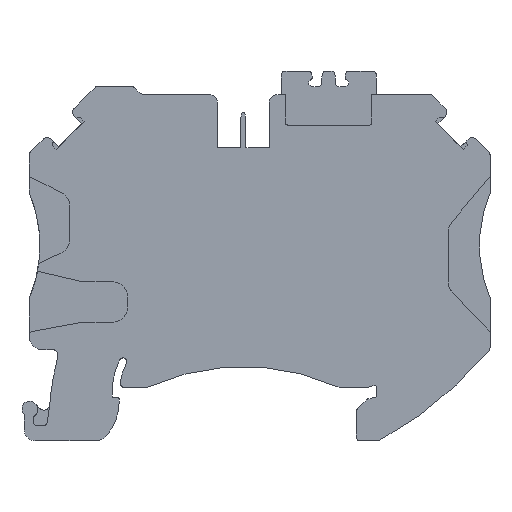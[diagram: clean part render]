
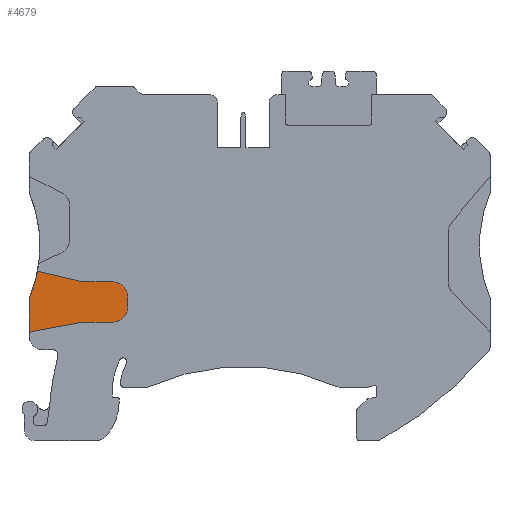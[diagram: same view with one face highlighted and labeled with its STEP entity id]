
A CAD part, front view. The second image highlights one B-rep face of the part: STEP entity #4679.
In plain terms, the highlighted planar face has unit normal (0, -1, 0).
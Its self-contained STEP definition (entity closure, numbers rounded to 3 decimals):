
#202=LINE('',#6453,#581);
#203=LINE('',#6456,#582);
#204=LINE('',#6460,#583);
#205=LINE('',#6464,#584);
#206=LINE('',#6466,#585);
#207=LINE('',#6470,#586);
#581=VECTOR('',#5390,1000.);
#582=VECTOR('',#5391,1000.);
#583=VECTOR('',#5394,1000.);
#584=VECTOR('',#5397,1000.);
#585=VECTOR('',#5398,1000.);
#586=VECTOR('',#5401,1000.);
#1015=ORIENTED_EDGE('',*,*,#2026,.F.);
#1016=ORIENTED_EDGE('',*,*,#2027,.T.);
#1017=ORIENTED_EDGE('',*,*,#2028,.T.);
#1018=ORIENTED_EDGE('',*,*,#2029,.T.);
#1019=ORIENTED_EDGE('',*,*,#2030,.T.);
#1020=ORIENTED_EDGE('',*,*,#2031,.T.);
#1021=ORIENTED_EDGE('',*,*,#2032,.F.);
#1022=ORIENTED_EDGE('',*,*,#2033,.T.);
#1023=ORIENTED_EDGE('',*,*,#2034,.F.);
#1024=ORIENTED_EDGE('',*,*,#2035,.T.);
#2026=EDGE_CURVE('',#2517,#2518,#202,.T.);
#2027=EDGE_CURVE('',#2517,#2519,#203,.T.);
#2028=EDGE_CURVE('',#2519,#2520,#2781,.T.);
#2029=EDGE_CURVE('',#2520,#2521,#204,.T.);
#2030=EDGE_CURVE('',#2521,#2522,#2782,.T.);
#2031=EDGE_CURVE('',#2522,#2523,#205,.T.);
#2032=EDGE_CURVE('',#2524,#2523,#206,.T.);
#2033=EDGE_CURVE('',#2524,#2525,#2783,.F.);
#2034=EDGE_CURVE('',#2526,#2525,#207,.T.);
#2035=EDGE_CURVE('',#2526,#2518,#2784,.F.);
#2517=VERTEX_POINT('',#6454);
#2518=VERTEX_POINT('',#6455);
#2519=VERTEX_POINT('',#6457);
#2520=VERTEX_POINT('',#6459);
#2521=VERTEX_POINT('',#6461);
#2522=VERTEX_POINT('',#6463);
#2523=VERTEX_POINT('',#6465);
#2524=VERTEX_POINT('',#6467);
#2525=VERTEX_POINT('',#6469);
#2526=VERTEX_POINT('',#6471);
#2781=CIRCLE('',#4891,2.);
#2782=CIRCLE('',#4892,2.);
#2783=CIRCLE('',#4893,17.875);
#2784=CIRCLE('',#4894,0.5);
#2933=EDGE_LOOP('',(#1015,#1016,#1017,#1018,#1019,#1020,#1021,#1022,#1023,
#1024));
#3119=FACE_BOUND('',#2933,.T.);
#3295=PLANE('',#4890);
#4679=ADVANCED_FACE('',(#3119),#3295,.T.);
#4890=AXIS2_PLACEMENT_3D('',#6452,#5388,#5389);
#4891=AXIS2_PLACEMENT_3D('',#6458,#5392,#5393);
#4892=AXIS2_PLACEMENT_3D('',#6462,#5395,#5396);
#4893=AXIS2_PLACEMENT_3D('',#6468,#5399,#5400);
#4894=AXIS2_PLACEMENT_3D('',#6472,#5402,#5403);
#5388=DIRECTION('',(0.,-1.,0.));
#5389=DIRECTION('',(0.,0.,-1.));
#5390=DIRECTION('',(-0.983,0.,-0.183));
#5391=DIRECTION('',(1.,0.,0.));
#5392=DIRECTION('',(0.,-1.,0.));
#5393=DIRECTION('',(-1.,0.,0.));
#5394=DIRECTION('',(0.,0.,1.));
#5395=DIRECTION('',(0.,-1.,0.));
#5396=DIRECTION('',(-1.,0.,0.));
#5397=DIRECTION('',(-1.,0.,0.));
#5398=DIRECTION('',(0.974,0.,-0.228));
#5399=DIRECTION('',(0.,-1.,0.));
#5400=DIRECTION('',(0.,0.,-1.));
#5401=DIRECTION('',(0.,0.,1.));
#5402=DIRECTION('',(0.,-1.,0.));
#5403=DIRECTION('',(0.,0.,-1.));
#6452=CARTESIAN_POINT('',(0.,2.62,0.));
#6453=CARTESIAN_POINT('',(-22.71,2.62,-11.9));
#6454=CARTESIAN_POINT('',(-22.71,2.62,-11.9));
#6455=CARTESIAN_POINT('',(-29.292,2.62,-13.125));
#6456=CARTESIAN_POINT('',(-18.81,2.62,-11.9));
#6457=CARTESIAN_POINT('',(-18.81,2.62,-11.9));
#6458=CARTESIAN_POINT('',(-18.81,2.62,-9.9));
#6459=CARTESIAN_POINT('',(-16.81,2.62,-9.9));
#6460=CARTESIAN_POINT('',(-16.81,2.62,-8.6));
#6461=CARTESIAN_POINT('',(-16.81,2.62,-8.6));
#6462=CARTESIAN_POINT('',(-18.81,2.62,-8.6));
#6463=CARTESIAN_POINT('',(-18.81,2.62,-6.6));
#6464=CARTESIAN_POINT('',(-22.71,2.62,-6.6));
#6465=CARTESIAN_POINT('',(-22.71,2.62,-6.6));
#6466=CARTESIAN_POINT('',(-29.7,2.62,-4.966));
#6467=CARTESIAN_POINT('',(-28.649,2.62,-5.212));
#6468=CARTESIAN_POINT('',(-46.2,2.62,-1.824));
#6469=CARTESIAN_POINT('',(-29.7,2.62,-8.699));
#6470=CARTESIAN_POINT('',(-29.7,2.62,-13.201));
#6471=CARTESIAN_POINT('',(-29.7,2.62,-13.617));
#6472=CARTESIAN_POINT('',(-29.2,2.62,-13.617));
